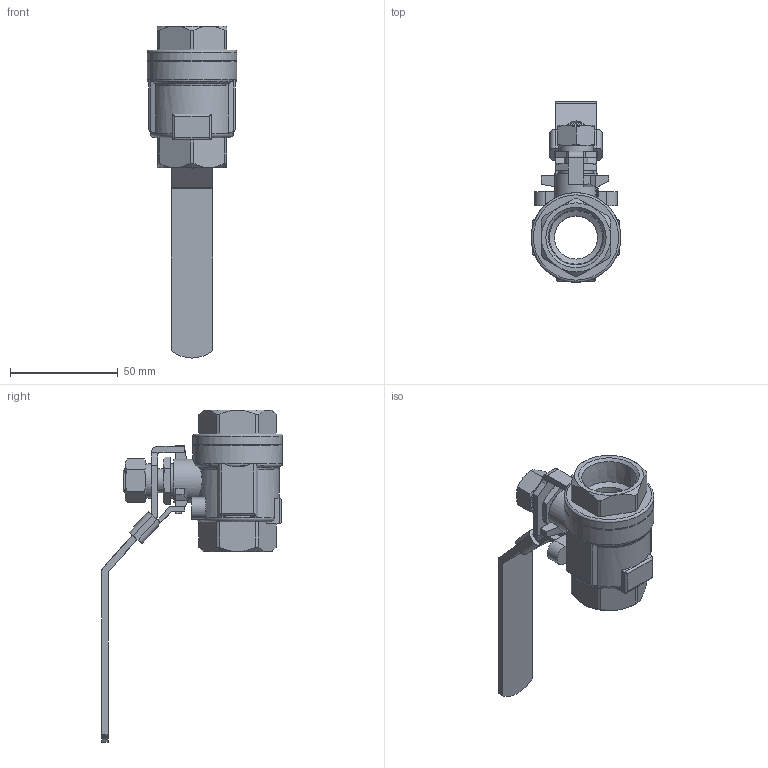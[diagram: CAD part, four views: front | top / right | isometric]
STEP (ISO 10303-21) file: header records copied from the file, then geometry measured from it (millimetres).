
FILE_DESCRIPTION(/* description */ ('STEP AP214'),/* implementation_level */ '2;1');
FILE_NAME(/* name */ '4745218_VZBE-3_4-T-63-D-2-M-V15V15',/* time_stamp */ '2024-09-18T02:16:38+02:00',/* author */ ('License CC BY-ND 4.0'),/* organization */ ('CADENAS'),/* preprocessor_version */ 'ST-DEVELOPER v19.3',/* originating_system */ 'PARTsolutions',/* authorisation */ ' ');
FILE_SCHEMA (('AUTOMOTIVE_DESIGN {1 0 10303 214 3 1 1}'));
Length unit declared in the file: millimetre
Products named in the file (1): 4745218 VZBE-3/4-T-63-D-2-M-V15V15
Bounding box: 41.5 x 83.75 x 153.8 mm (x, y, z)
Volume: 67882.7 mm3; surface area: 25596.9 mm2
Topology: 1 solids, 1 shells, 266 faces, 698 edges, 446 vertices
Faces by surface type: plane 160, cone 51, cylinder 48, torus 7
Full cylindrical faces by diameter (mm): 8 x1, 11.112 x1, 16 x2, 20 x2, 41.5 x2
Entity records: 8221 total; most frequent: CARTESIAN_POINT 1903, ORIENTED_EDGE 1340, DIRECTION 1234, EDGE_CURVE 670, AXIS2_PLACEMENT_3D 449, VERTEX_POINT 439, LINE 336, VECTOR 336
